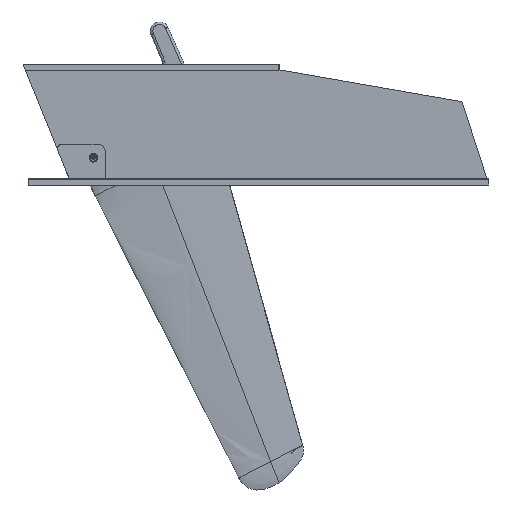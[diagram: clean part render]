
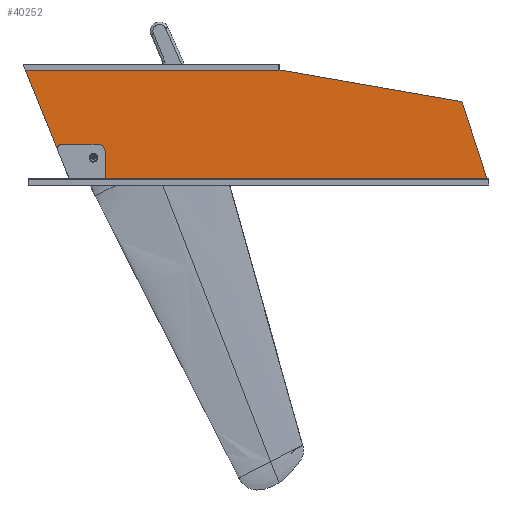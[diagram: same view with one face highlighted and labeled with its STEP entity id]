
A CAD part, front view. The second image highlights one B-rep face of the part: STEP entity #40252.
In plain terms, the highlighted free-form (B-spline) face has degree [1, 1] with [2, 2] control points.
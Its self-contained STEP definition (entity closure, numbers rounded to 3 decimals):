
#40130 = VERTEX_POINT('',#40131);
#40131 = CARTESIAN_POINT('',(-94.756,-28.154,
    43.969));
#40136 = EDGE_CURVE('',#40130,#40137,#40139,.T.);
#40137 = VERTEX_POINT('',#40138);
#40138 = CARTESIAN_POINT('',(-293.818,-28.154,
    536.665));
#40139 = B_SPLINE_CURVE_WITH_KNOTS('',1,(#40140,#40141),.UNSPECIFIED.,
  .F.,.F.,(2,2),(0.,452.985),.PIECEWISE_BEZIER_KNOTS.);
#40140 = CARTESIAN_POINT('',(-94.756,-28.154,
    43.969));
#40141 = CARTESIAN_POINT('',(-293.818,-28.154,
    536.665));
#40166 = VERTEX_POINT('',#40167);
#40167 = CARTESIAN_POINT('',(1606.221,-28.154,
    43.969));
#40172 = EDGE_CURVE('',#40166,#40130,#40173,.T.);
#40173 = B_SPLINE_CURVE_WITH_KNOTS('',1,(#40174,#40175),.UNSPECIFIED.,
  .F.,.F.,(2,2),(0.,1450.),.PIECEWISE_BEZIER_KNOTS.);
#40174 = CARTESIAN_POINT('',(1606.221,-28.154,
    43.969));
#40175 = CARTESIAN_POINT('',(-94.756,-28.154,
    43.969));
#40192 = EDGE_CURVE('',#40137,#40193,#40195,.T.);
#40193 = VERTEX_POINT('',#40194);
#40194 = CARTESIAN_POINT('',(620.828,-28.154,
    536.665));
#40195 = B_SPLINE_CURVE_WITH_KNOTS('',1,(#40196,#40197),.UNSPECIFIED.,
  .F.,.F.,(2,2),(0.,779.691),.PIECEWISE_BEZIER_KNOTS.);
#40196 = CARTESIAN_POINT('',(-293.818,-28.154,
    536.665));
#40197 = CARTESIAN_POINT('',(620.828,-28.154,
    536.665));
#40252 = ADVANCED_FACE('',(#40253,#40270),#40284,.F.);
#40253 = FACE_BOUND('',#40254,.F.);
#40254 = EDGE_LOOP('',(#40255,#40256,#40257,#40264,#40269));
#40255 = ORIENTED_EDGE('',*,*,#40136,.T.);
#40256 = ORIENTED_EDGE('',*,*,#40192,.T.);
#40257 = ORIENTED_EDGE('',*,*,#40258,.T.);
#40258 = EDGE_CURVE('',#40193,#40259,#40261,.T.);
#40259 = VERTEX_POINT('',#40260);
#40260 = CARTESIAN_POINT('',(1495.685,-28.154,
    384.164));
#40261 = B_SPLINE_CURVE_WITH_KNOTS('',1,(#40262,#40263),.UNSPECIFIED.,
  .F.,.F.,(2,2),(0.,757.019),.PIECEWISE_BEZIER_KNOTS.);
#40262 = CARTESIAN_POINT('',(620.828,-28.154,
    536.665));
#40263 = CARTESIAN_POINT('',(1495.685,-28.154,
    384.164));
#40264 = ORIENTED_EDGE('',*,*,#40265,.T.);
#40265 = EDGE_CURVE('',#40259,#40166,#40266,.T.);
#40266 = B_SPLINE_CURVE_WITH_KNOTS('',1,(#40267,#40268),.UNSPECIFIED.,
  .F.,.F.,(2,2),(0.,304.924),.PIECEWISE_BEZIER_KNOTS.);
#40267 = CARTESIAN_POINT('',(1495.685,-28.154,
    384.164));
#40268 = CARTESIAN_POINT('',(1606.221,-28.154,
    43.969));
#40269 = ORIENTED_EDGE('',*,*,#40172,.T.);
#40270 = FACE_BOUND('',#40271,.F.);
#40271 = EDGE_LOOP('',(#40272));
#40272 = ORIENTED_EDGE('',*,*,#40273,.T.);
#40273 = EDGE_CURVE('',#40274,#40274,#40276,.T.);
#40274 = VERTEX_POINT('',#40275);
#40275 = CARTESIAN_POINT('',(-2.082,-28.154,
    155.412));
#40276 = ( BOUNDED_CURVE() B_SPLINE_CURVE(2,(#40277,#40278,#40279,#40280
    ,#40281,#40282,#40283),.UNSPECIFIED.,.T.,.F.) 
B_SPLINE_CURVE_WITH_KNOTS((1,2,2,2,2,1),(-2.094,0.,
    2.094,4.189,6.283,8.378),
.UNSPECIFIED.) CURVE() GEOMETRIC_REPRESENTATION_ITEM() 
RATIONAL_B_SPLINE_CURVE((1.,0.5,1.,0.5,1.,0.5,1.)) REPRESENTATION_ITEM(
  '') );
#40277 = CARTESIAN_POINT('',(-2.082,-28.154,
    155.412));
#40278 = CARTESIAN_POINT('',(-2.082,-28.154,
    163.539));
#40279 = CARTESIAN_POINT('',(-9.12,-28.154,
    159.476));
#40280 = CARTESIAN_POINT('',(-16.159,-28.154,
    155.412));
#40281 = CARTESIAN_POINT('',(-9.12,-28.154,
    151.348));
#40282 = CARTESIAN_POINT('',(-2.082,-28.154,
    147.285));
#40283 = CARTESIAN_POINT('',(-2.082,-28.154,
    155.412));
#40284 = B_SPLINE_SURFACE_WITH_KNOTS('',1,1,(
    (#40285,#40286)
    ,(#40287,#40288
    )),.UNSPECIFIED.,.F.,.F.,.F.,(2,2),(2,2),(-196.429,
    223.571),(-798.942,820.749),
  .PIECEWISE_BEZIER_KNOTS.);
#40285 = CARTESIAN_POINT('',(-293.818,-28.154,
    43.969));
#40286 = CARTESIAN_POINT('',(1606.221,-28.154,
    43.969));
#40287 = CARTESIAN_POINT('',(-293.818,-28.154,
    536.665));
#40288 = CARTESIAN_POINT('',(1606.221,-28.154,
    536.665));
